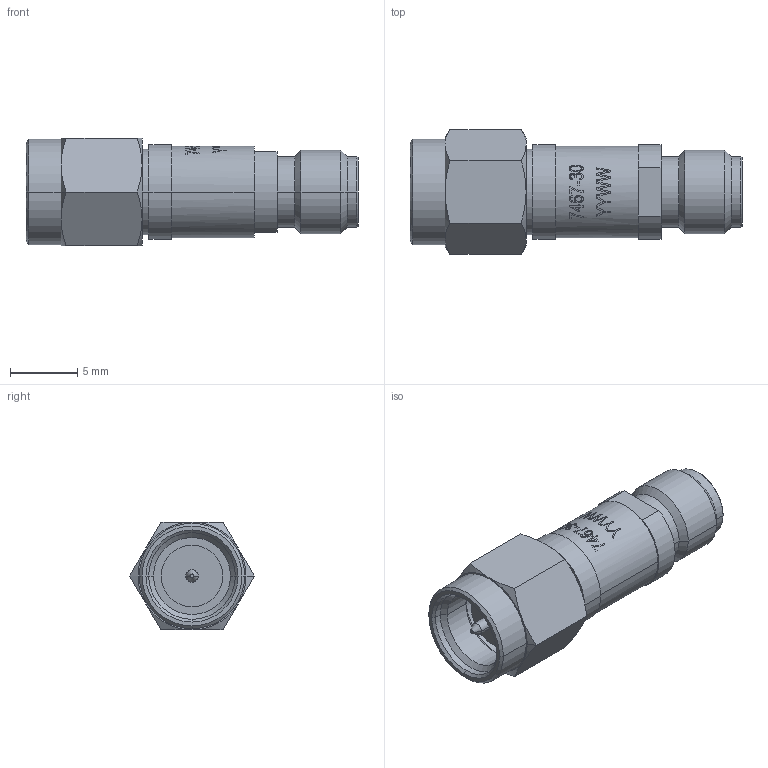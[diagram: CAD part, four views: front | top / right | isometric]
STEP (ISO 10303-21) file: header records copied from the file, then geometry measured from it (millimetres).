
FILE_DESCRIPTION (( 'STEP AP214' ), '1' );
FILE_NAME ('LCAT7467-30_3D.step', '2023-05-10T14:49:05', ( '' ), ( '' ), 'SwSTEP 2.0', 'SolidWorks 2022', '' );
FILE_SCHEMA (( 'AUTOMOTIVE_DESIGN' ));
Length unit declared in the file: inch
Products named in the file (3): LCAT7467-30_3D; SMA MALE^LCAT7467-30; SMA FEMALE^LCAT7467-30
Assembly tree (2 placements, depth 2):
  LCAT7467-30_3D
    SMA MALE^LCAT7467-30
    SMA FEMALE^LCAT7467-30
Bounding box: 24.6 x 9.24 x 8 mm (x, y, z)
Volume: 906.7 mm3; surface area: 934.5 mm2
Topology: 2 solids, 2 shells, 117 faces, 348 edges, 259 vertices
Faces by surface type: cylinder 51, cone 40, plane 26
Entity records: 5135 total; most frequent: CARTESIAN_POINT 1729, ORIENTED_EDGE 696, DIRECTION 621, EDGE_CURVE 348, AXIS2_PLACEMENT_3D 262, VERTEX_POINT 259, EDGE_LOOP 141, CIRCLE 140
